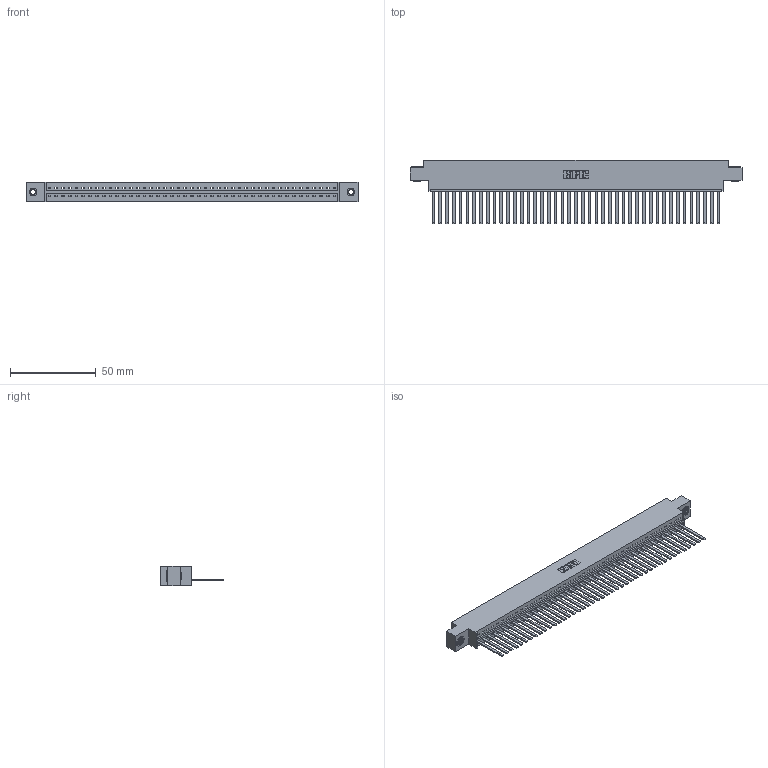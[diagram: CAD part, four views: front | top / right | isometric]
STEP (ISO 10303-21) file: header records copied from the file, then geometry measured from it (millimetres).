
FILE_DESCRIPTION (( 'STEP AP203' ), '1' );
FILE_NAME ('336-043-541-603.STEP', '2020-08-07T23:44:53', ( '' ), ( '' ), 'SwSTEP 2.0', 'SolidWorks 2020', '' );
FILE_SCHEMA (( 'CONFIG_CONTROL_DESIGN' ));
Length unit declared in the file: inch
Products named in the file (4): 345-250-002_345-250-002-102; 336-290-001_336-290-541; 336-043-541-603; 336 Part_Offset - .156 Dia - TH
Assembly tree (46 placements, depth 2):
  336-043-541-603
    336 Part_Offset - .156 Dia - TH
    336-290-001_336-290-541  x43
    345-250-002_345-250-002-102  x2
Bounding box: 193.78 x 37.34 x 11.1 mm (x, y, z)
Volume: 28281.4 mm3; surface area: 31107.7 mm2
Topology: 46 solids, 46 shells, 2306 faces, 7021 edges, 4648 vertices
Faces by surface type: plane 1546, cylinder 752, cone 8
Entity records: 32335 total; most frequent: CARTESIAN_POINT 5693, ORIENTED_EDGE 5566, DIRECTION 4727, EDGE_CURVE 2783, LINE 2627, VECTOR 2627, VERTEX_POINT 1852, AXIS2_PLACEMENT_3D 1050
